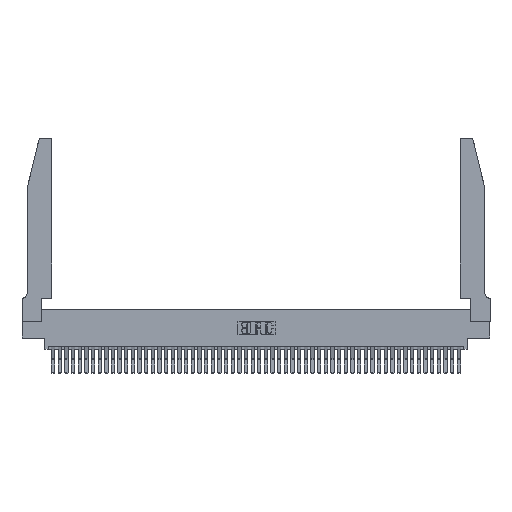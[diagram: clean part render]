
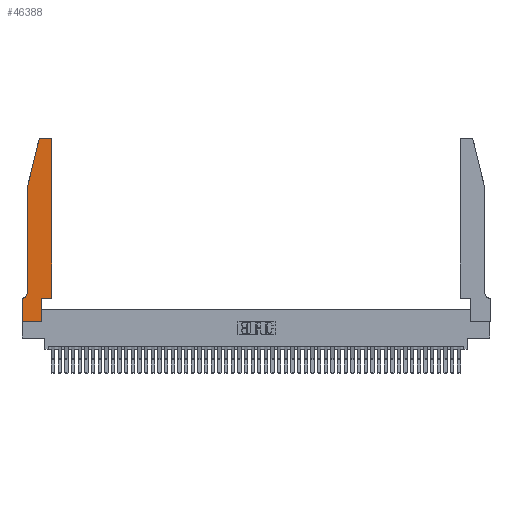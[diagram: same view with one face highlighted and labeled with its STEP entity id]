
A CAD part, top view. The second image highlights one B-rep face of the part: STEP entity #46388.
In plain terms, the highlighted planar face has unit normal (0, 0, 1).
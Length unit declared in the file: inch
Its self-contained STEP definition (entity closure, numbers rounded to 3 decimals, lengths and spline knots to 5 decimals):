
#227 = ORIENTED_EDGE ( 'NONE', *, *, #7785, .T. ) ;
#757 = VECTOR ( 'NONE', #25832, 39.37008 ) ;
#2264 = CARTESIAN_POINT ( 'NONE',  ( 0.0755, 2., 0.37 ) ) ;
#2608 = DIRECTION ( 'NONE',  ( 0., 0., 1. ) ) ;
#3248 = PLANE ( 'NONE',  #13494 ) ;
#3591 = CARTESIAN_POINT ( 'NONE',  ( 0.284, 2.75, 0.37 ) ) ;
#3905 = VERTEX_POINT ( 'NONE', #24908 ) ;
#3988 = VECTOR ( 'NONE', #29168, 39.37008 ) ;
#4043 = CARTESIAN_POINT ( 'NONE',  ( 0.2865, 0., 0.37 ) ) ;
#4243 = CARTESIAN_POINT ( 'NONE',  ( 0.25487, 2.72718, 0.37 ) ) ;
#4400 = DIRECTION ( 'NONE',  ( 0., 1., 0. ) ) ;
#4410 = VERTEX_POINT ( 'NONE', #4043 ) ;
#4777 = DIRECTION ( 'NONE',  ( 0., 0., -1. ) ) ;
#5907 = VECTOR ( 'NONE', #48046, 39.37008 ) ;
#6467 = VERTEX_POINT ( 'NONE', #43772 ) ;
#6623 = CARTESIAN_POINT ( 'NONE',  ( 0., 0., 0.37 ) ) ;
#7785 = EDGE_CURVE ( 'NONE', #45843, #22577, #12855, .T. ) ;
#7837 = CARTESIAN_POINT ( 'NONE',  ( 0.0755, 0.42, 0.37 ) ) ;
#8648 = ORIENTED_EDGE ( 'NONE', *, *, #41705, .T. ) ;
#9615 = ORIENTED_EDGE ( 'NONE', *, *, #49765, .T. ) ;
#10056 = VERTEX_POINT ( 'NONE', #32291 ) ;
#10928 = EDGE_CURVE ( 'NONE', #16178, #6467, #30305, .T. ) ;
#10945 = LINE ( 'NONE', #29460, #19063 ) ;
#11260 = DIRECTION ( 'NONE',  ( 0., 0., 1. ) ) ;
#11524 = EDGE_LOOP ( 'NONE', ( #19725, #45679, #26157, #9615, #227, #43700, #38106, #28159, #25003, #18135, #8648, #45036 ) ) ;
#12319 = VERTEX_POINT ( 'NONE', #39860 ) ;
#12489 = CARTESIAN_POINT ( 'NONE',  ( 0., 0., 0.37 ) ) ;
#12530 = EDGE_CURVE ( 'NONE', #12319, #46453, #10945, .T. ) ;
#12855 = CIRCLE ( 'NONE', #19679, 0.07 ) ;
#13494 = AXIS2_PLACEMENT_3D ( 'NONE', #34710, #11260, #38797 ) ;
#13763 = DIRECTION ( 'NONE',  ( -1., 0., 0. ) ) ;
#13873 = CARTESIAN_POINT ( 'NONE',  ( 0.4505, 0.35, 0.37 ) ) ;
#13963 = VERTEX_POINT ( 'NONE', #37517 ) ;
#14265 = CIRCLE ( 'NONE', #44723, 0.03 ) ;
#14971 = DIRECTION ( 'NONE',  ( 1., 0., 0. ) ) ;
#16178 = VERTEX_POINT ( 'NONE', #47926 ) ;
#16268 = CARTESIAN_POINT ( 'NONE',  ( 0.2865, 0.35, 0.37 ) ) ;
#16531 = LINE ( 'NONE', #16783, #5907 ) ;
#16641 = CARTESIAN_POINT ( 'NONE',  ( 0.0055, 0.35, 0.37 ) ) ;
#16783 = CARTESIAN_POINT ( 'NONE',  ( 0.0755, 2., 0.37 ) ) ;
#17168 = DIRECTION ( 'NONE',  ( 0., 0., 1. ) ) ;
#17377 = VECTOR ( 'NONE', #42101, 39.37008 ) ;
#17834 = EDGE_CURVE ( 'NONE', #13963, #10056, #24827, .T. ) ;
#18135 = ORIENTED_EDGE ( 'NONE', *, *, #17834, .T. ) ;
#19063 = VECTOR ( 'NONE', #13763, 39.37008 ) ;
#19150 = VERTEX_POINT ( 'NONE', #4243 ) ;
#19233 = VECTOR ( 'NONE', #49095, 39.37008 ) ;
#19679 = AXIS2_PLACEMENT_3D ( 'NONE', #28508, #4777, #32463 ) ;
#19725 = ORIENTED_EDGE ( 'NONE', *, *, #12530, .T. ) ;
#20280 = LINE ( 'NONE', #16268, #29506 ) ;
#20453 = EDGE_CURVE ( 'NONE', #6467, #4410, #22202, .T. ) ;
#21968 = LINE ( 'NONE', #29781, #757 ) ;
#22202 = LINE ( 'NONE', #12489, #31401 ) ;
#22503 = FACE_OUTER_BOUND ( 'NONE', #11524, .T. ) ;
#22577 = VERTEX_POINT ( 'NONE', #16641 ) ;
#24827 = LINE ( 'NONE', #30643, #43134 ) ;
#24908 = CARTESIAN_POINT ( 'NONE',  ( 0.4505, 2.72, 0.37 ) ) ;
#25003 = ORIENTED_EDGE ( 'NONE', *, *, #34489, .T. ) ;
#25225 = CARTESIAN_POINT ( 'NONE',  ( 0.0755, 0.35, 0.37 ) ) ;
#25832 = DIRECTION ( 'NONE',  ( -0.239, -0.971, 0. ) ) ;
#26157 = ORIENTED_EDGE ( 'NONE', *, *, #41083, .T. ) ;
#26387 = CARTESIAN_POINT ( 'NONE',  ( 0.4205, 2.72, 0.37 ) ) ;
#27580 = EDGE_CURVE ( 'NONE', #46453, #19150, #38266, .T. ) ;
#28159 = ORIENTED_EDGE ( 'NONE', *, *, #20453, .T. ) ;
#28304 = VERTEX_POINT ( 'NONE', #2264 ) ;
#28340 = EDGE_CURVE ( 'NONE', #3905, #12319, #14265, .T. ) ;
#28508 = CARTESIAN_POINT ( 'NONE',  ( 0.0055, 0.42, 0.37 ) ) ;
#29168 = DIRECTION ( 'NONE',  ( -1., 0., 0. ) ) ;
#29460 = CARTESIAN_POINT ( 'NONE',  ( 0.2605, 2.75, 0.37 ) ) ;
#29506 = VECTOR ( 'NONE', #4400, 39.37008 ) ;
#29781 = CARTESIAN_POINT ( 'NONE',  ( 0.0755, 2., 0.37 ) ) ;
#30305 = LINE ( 'NONE', #6623, #17377 ) ;
#30349 = DIRECTION ( 'NONE',  ( 1., 0., 0. ) ) ;
#30643 = CARTESIAN_POINT ( 'NONE',  ( 0.4505, 0.35, 0.37 ) ) ;
#31030 = AXIS2_PLACEMENT_3D ( 'NONE', #40642, #17168, #44507 ) ;
#31401 = VECTOR ( 'NONE', #36081, 39.37008 ) ;
#32139 = LINE ( 'NONE', #13873, #19233 ) ;
#32291 = CARTESIAN_POINT ( 'NONE',  ( 0.4505, 0.35, 0.37 ) ) ;
#32463 = DIRECTION ( 'NONE',  ( -1., 0., 0. ) ) ;
#34489 = EDGE_CURVE ( 'NONE', #4410, #13963, #20280, .T. ) ;
#34710 = CARTESIAN_POINT ( 'NONE',  ( 0., 0.35, 0.37 ) ) ;
#36081 = DIRECTION ( 'NONE',  ( 1., 0., 0. ) ) ;
#37517 = CARTESIAN_POINT ( 'NONE',  ( 0.2865, 0.35, 0.37 ) ) ;
#38106 = ORIENTED_EDGE ( 'NONE', *, *, #10928, .T. ) ;
#38266 = CIRCLE ( 'NONE', #31030, 0.03 ) ;
#38797 = DIRECTION ( 'NONE',  ( 1., 0., 0. ) ) ;
#39860 = CARTESIAN_POINT ( 'NONE',  ( 0.4205, 2.75, 0.37 ) ) ;
#40317 = EDGE_CURVE ( 'NONE', #22577, #16178, #45825, .T. ) ;
#40642 = CARTESIAN_POINT ( 'NONE',  ( 0.284, 2.72, 0.37 ) ) ;
#41083 = EDGE_CURVE ( 'NONE', #19150, #28304, #21968, .T. ) ;
#41705 = EDGE_CURVE ( 'NONE', #10056, #3905, #32139, .T. ) ;
#42101 = DIRECTION ( 'NONE',  ( 0., -1., 0. ) ) ;
#43134 = VECTOR ( 'NONE', #14971, 39.37008 ) ;
#43700 = ORIENTED_EDGE ( 'NONE', *, *, #40317, .T. ) ;
#43772 = CARTESIAN_POINT ( 'NONE',  ( 0., 0., 0.37 ) ) ;
#44507 = DIRECTION ( 'NONE',  ( 1., 0., 0. ) ) ;
#44723 = AXIS2_PLACEMENT_3D ( 'NONE', #26387, #2608, #30349 ) ;
#45036 = ORIENTED_EDGE ( 'NONE', *, *, #28340, .T. ) ;
#45679 = ORIENTED_EDGE ( 'NONE', *, *, #27580, .T. ) ;
#45825 = LINE ( 'NONE', #25225, #3988 ) ;
#45843 = VERTEX_POINT ( 'NONE', #7837 ) ;
#46388 = ADVANCED_FACE ( 'NONE', ( #22503 ), #3248, .T. ) ;
#46453 = VERTEX_POINT ( 'NONE', #3591 ) ;
#47926 = CARTESIAN_POINT ( 'NONE',  ( 0., 0.35, 0.37 ) ) ;
#48046 = DIRECTION ( 'NONE',  ( 0., -1., 0. ) ) ;
#49095 = DIRECTION ( 'NONE',  ( 0., 1., 0. ) ) ;
#49765 = EDGE_CURVE ( 'NONE', #28304, #45843, #16531, .T. ) ;
